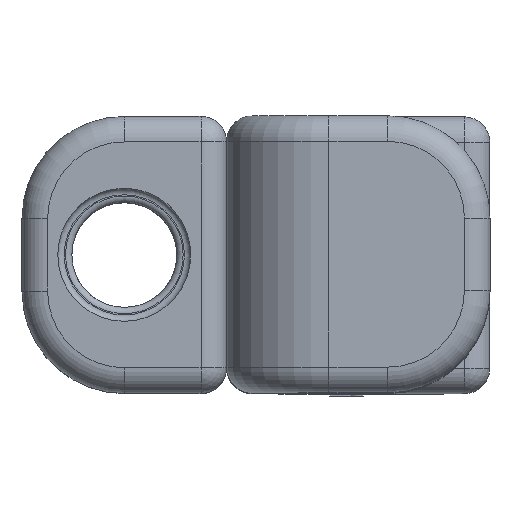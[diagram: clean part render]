
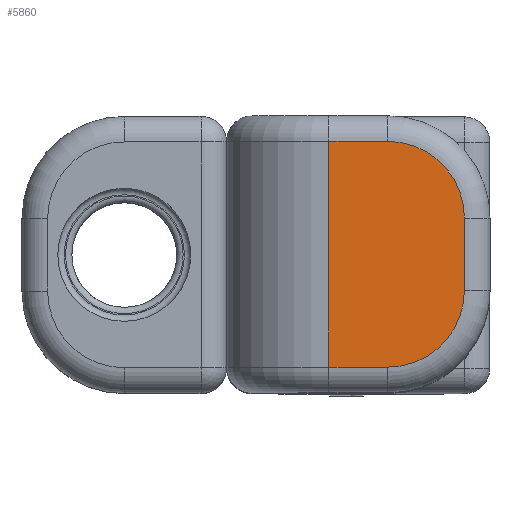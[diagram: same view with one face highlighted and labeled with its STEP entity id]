
A CAD part, top view. The second image highlights one B-rep face of the part: STEP entity #5860.
In plain terms, the highlighted planar face has unit normal (0, 0, 1).
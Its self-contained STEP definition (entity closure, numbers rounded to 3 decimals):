
#92=LINE('',#9897,#514);
#93=LINE('',#9906,#515);
#95=LINE('',#9916,#517);
#104=LINE('',#9950,#526);
#514=VECTOR('',#7307,10.);
#515=VECTOR('',#7320,10.);
#517=VECTOR('',#7332,10.);
#526=VECTOR('',#7377,10.);
#1365=FACE_OUTER_BOUND('',#1799,.T.);
#1799=EDGE_LOOP('',(#4253,#4254,#4255,#4256,#4257,#4258));
#2222=CIRCLE('',#6340,30.);
#2225=CIRCLE('',#6345,30.);
#2603=VERTEX_POINT('',#9887);
#2605=VERTEX_POINT('',#9893);
#2607=VERTEX_POINT('',#9899);
#2608=VERTEX_POINT('',#9904);
#2609=VERTEX_POINT('',#9908);
#2610=VERTEX_POINT('',#9912);
#3207=EDGE_CURVE('',#2603,#2605,#92,.T.);
#3210=EDGE_CURVE('',#2605,#2607,#2222,.T.);
#3212=EDGE_CURVE('',#2607,#2608,#93,.T.);
#3214=EDGE_CURVE('',#2608,#2609,#2225,.T.);
#3217=EDGE_CURVE('',#2609,#2610,#95,.T.);
#3236=EDGE_CURVE('',#2610,#2603,#104,.T.);
#4253=ORIENTED_EDGE('',*,*,#3207,.F.);
#4254=ORIENTED_EDGE('',*,*,#3236,.F.);
#4255=ORIENTED_EDGE('',*,*,#3217,.F.);
#4256=ORIENTED_EDGE('',*,*,#3214,.F.);
#4257=ORIENTED_EDGE('',*,*,#3212,.F.);
#4258=ORIENTED_EDGE('',*,*,#3210,.F.);
#5636=PLANE('',#6370);
#5860=ADVANCED_FACE('',(#1365),#5636,.T.);
#6340=AXIS2_PLACEMENT_3D('',#9902,#7314,#7315);
#6345=AXIS2_PLACEMENT_3D('',#9910,#7325,#7326);
#6370=AXIS2_PLACEMENT_3D('',#9956,#7387,#7388);
#7307=DIRECTION('',(1.,0.,0.));
#7314=DIRECTION('center_axis',(0.,0.,-1.));
#7315=DIRECTION('ref_axis',(0.707,0.707,0.));
#7320=DIRECTION('',(0.,-1.,0.));
#7325=DIRECTION('center_axis',(0.,0.,-1.));
#7326=DIRECTION('ref_axis',(0.707,-0.707,0.));
#7332=DIRECTION('',(-1.,0.,0.));
#7377=DIRECTION('',(0.,1.,0.));
#7387=DIRECTION('center_axis',(0.,0.,1.));
#7388=DIRECTION('ref_axis',(-1.,0.,0.));
#9887=CARTESIAN_POINT('',(-7.5,44.15,236.5));
#9893=CARTESIAN_POINT('',(15.5,44.15,236.5));
#9897=CARTESIAN_POINT('',(-11.875,44.15,236.5));
#9899=CARTESIAN_POINT('',(45.5,14.15,236.5));
#9902=CARTESIAN_POINT('Origin',(15.5,14.15,236.5));
#9904=CARTESIAN_POINT('',(45.5,-14.15,236.5));
#9906=CARTESIAN_POINT('',(45.5,0.,236.5));
#9908=CARTESIAN_POINT('',(15.5,-44.15,236.5));
#9910=CARTESIAN_POINT('Origin',(15.5,-14.15,236.5));
#9912=CARTESIAN_POINT('',(-7.5,-44.15,236.5));
#9916=CARTESIAN_POINT('',(-11.875,-44.15,236.5));
#9950=CARTESIAN_POINT('',(-7.5,0.,236.5));
#9956=CARTESIAN_POINT('Origin',(0.,0.,236.5));
